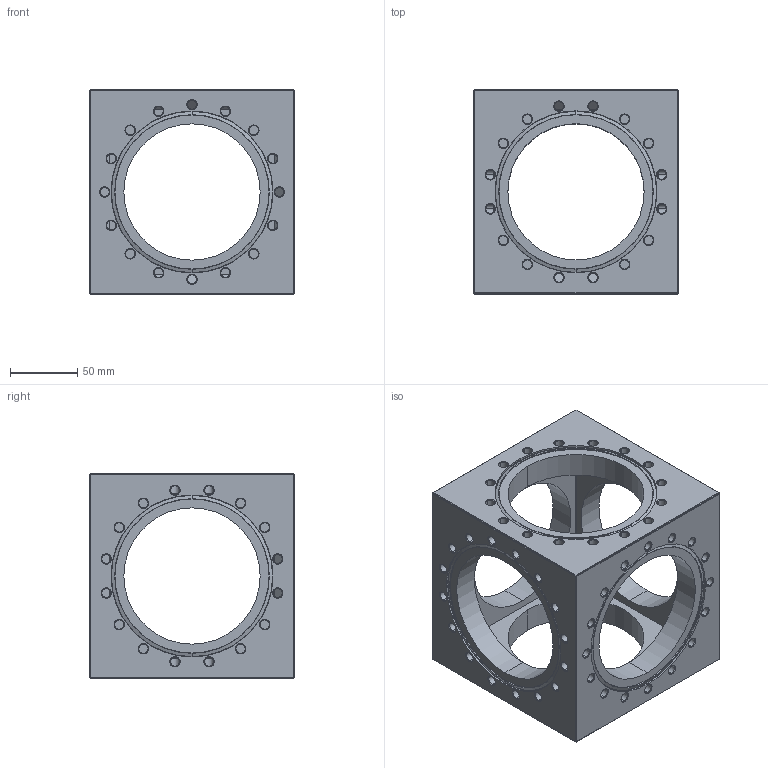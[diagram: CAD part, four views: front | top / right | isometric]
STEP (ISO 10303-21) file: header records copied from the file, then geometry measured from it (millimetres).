
FILE_DESCRIPTION (( 'STEP AP214' ), '1' );
FILE_NAME ('Hositrad_CU100-Cube.STEP', '2012-01-24T11:38:36', ( 'Beheerder' ), ( 'Hewlett-Packard Company' ), 'SwSTEP 2.0', 'SolidWorks 2011', '' );
FILE_SCHEMA (( 'AUTOMOTIVE_DESIGN' ));
Length unit declared in the file: millimetre
Products named in the file (3): NW100CF-cube-plate-BetwH; NW100CF-cube-plate; Hositrad_CU100-Cube
Assembly tree (6 placements, depth 2):
  Hositrad_CU100-Cube
    NW100CF-cube-plate-BetwH  x4
    NW100CF-cube-plate  x2
Bounding box: 152.5 x 152.5 x 152.5 mm (x, y, z)
Volume: 1075036.4 mm3; surface area: 268685.4 mm2
Topology: 6 solids, 6 shells, 598 faces, 1368 edges, 828 vertices
Faces by surface type: cone 216, cylinder 216, plane 154, torus 12
Entity records: 6771 total; most frequent: CARTESIAN_POINT 1059, DIRECTION 1046, ORIENTED_EDGE 912, EDGE_CURVE 456, AXIS2_PLACEMENT_3D 423, VERTEX_POINT 276, EDGE_LOOP 256, CIRCLE 216
